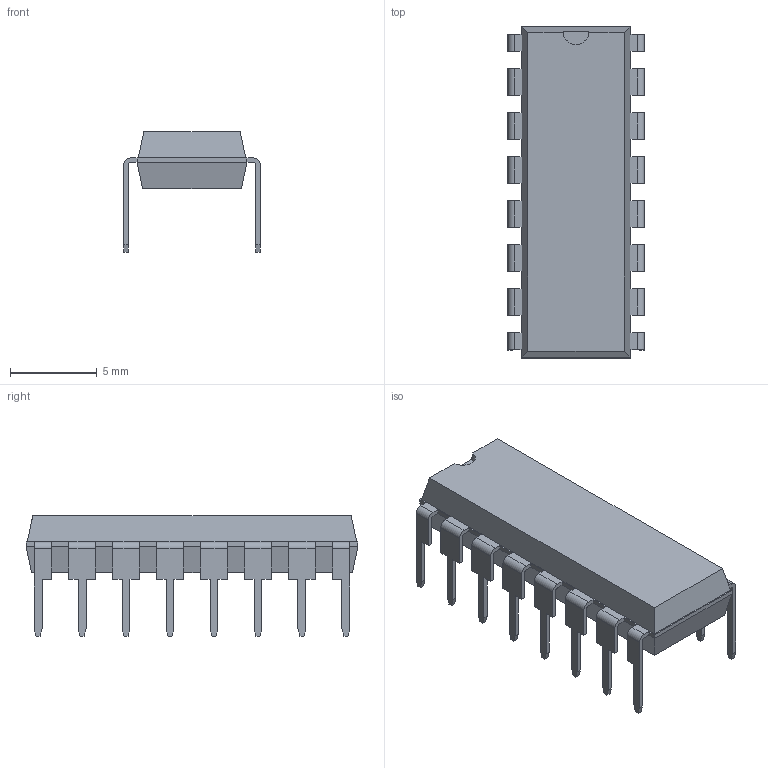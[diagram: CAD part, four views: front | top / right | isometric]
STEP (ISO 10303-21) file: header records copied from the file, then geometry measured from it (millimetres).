
FILE_DESCRIPTION(/* description */ (''),/* implementation_level */ '2;1');
FILE_NAME(/* name */ 'DIP-16_W7.62mm.step',/* time_stamp */ '2021-11-23T15:45:39+02:00',/* author */ (''),/* organization */ (''),/* preprocessor_version */ 'ST-DEVELOPER v18.1',/* originating_system */ 'Autodesk Translation Framework v10.10.0.1391',/* authorisation */ '');
FILE_SCHEMA (('AUTOMOTIVE_DESIGN { 1 0 10303 214 3 1 1 }'));
Length unit declared in the file: millimetre
Products named in the file (1): (Unsaved)
Bounding box: 7.87 x 19.18 x 6.98 mm (x, y, z)
Volume: 391.4 mm3; surface area: 586.2 mm2
Topology: 1 solids, 1 shells, 284 faces, 770 edges, 488 vertices
Faces by surface type: plane 251, cylinder 33
Entity records: 9045 total; most frequent: CARTESIAN_POINT 1543, ORIENTED_EDGE 1540, DIRECTION 1408, EDGE_CURVE 770, LINE 702, VECTOR 702, VERTEX_POINT 488, AXIS2_PLACEMENT_3D 353
